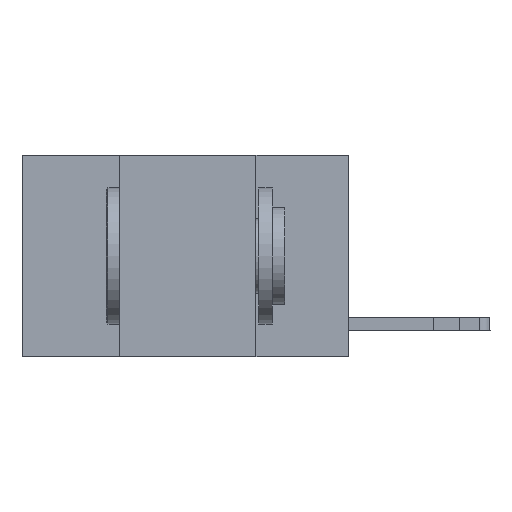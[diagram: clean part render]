
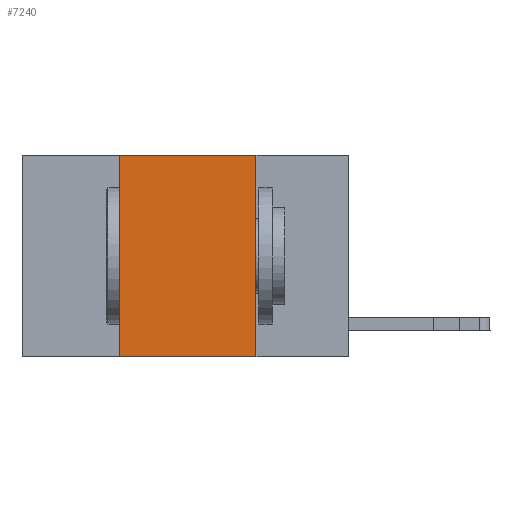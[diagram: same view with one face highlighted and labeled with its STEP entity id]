
A CAD part, left-side view. The second image highlights one B-rep face of the part: STEP entity #7240.
In plain terms, the highlighted planar face has unit normal (-1, 0, 0).
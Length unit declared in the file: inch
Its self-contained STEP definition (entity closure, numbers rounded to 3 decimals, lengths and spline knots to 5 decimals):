
#1068 = EDGE_LOOP ( 'NONE', ( #10260, #3217, #3041, #15019 ) ) ;
#1646 = LINE ( 'NONE', #12965, #11026 ) ;
#3041 = ORIENTED_EDGE ( 'NONE', *, *, #9899, .F. ) ;
#3217 = ORIENTED_EDGE ( 'NONE', *, *, #3874, .F. ) ;
#3874 = EDGE_CURVE ( 'NONE', #5850, #4225, #12608, .T. ) ;
#4225 = VERTEX_POINT ( 'NONE', #6698 ) ;
#4998 = VERTEX_POINT ( 'NONE', #9969 ) ;
#5141 = DIRECTION ( 'NONE',  ( 0., 0., 1. ) ) ;
#5254 = CARTESIAN_POINT ( 'NONE',  ( 0., 0.17, 0. ) ) ;
#5753 = AXIS2_PLACEMENT_3D ( 'NONE', #9558, #15215, #13688 ) ;
#5850 = VERTEX_POINT ( 'NONE', #17820 ) ;
#5914 = VECTOR ( 'NONE', #13069, 39.37008 ) ;
#6010 = EDGE_CURVE ( 'NONE', #8227, #4998, #15468, .T. ) ;
#6698 = CARTESIAN_POINT ( 'NONE',  ( 0., 0.17, 0. ) ) ;
#7240 = ADVANCED_FACE ( 'NONE', ( #25247 ), #22965, .F. ) ;
#8227 = VERTEX_POINT ( 'NONE', #17301 ) ;
#8400 = VECTOR ( 'NONE', #17471, 39.37008 ) ;
#9201 = LINE ( 'NONE', #5254, #5914 ) ;
#9558 = CARTESIAN_POINT ( 'NONE',  ( 0., 0.6, 0. ) ) ;
#9899 = EDGE_CURVE ( 'NONE', #8227, #5850, #1646, .T. ) ;
#9969 = CARTESIAN_POINT ( 'NONE',  ( 0., 0.17, -0.37 ) ) ;
#10260 = ORIENTED_EDGE ( 'NONE', *, *, #22273, .F. ) ;
#11026 = VECTOR ( 'NONE', #5141, 39.37008 ) ;
#12608 = LINE ( 'NONE', #22415, #8400 ) ;
#12965 = CARTESIAN_POINT ( 'NONE',  ( 0., 0.42, 0. ) ) ;
#13069 = DIRECTION ( 'NONE',  ( 0., 0., -1. ) ) ;
#13688 = DIRECTION ( 'NONE',  ( 0., 0., -1. ) ) ;
#15019 = ORIENTED_EDGE ( 'NONE', *, *, #6010, .T. ) ;
#15074 = VECTOR ( 'NONE', #23212, 39.37008 ) ;
#15215 = DIRECTION ( 'NONE',  ( 1., 0., 0. ) ) ;
#15468 = LINE ( 'NONE', #19043, #15074 ) ;
#17301 = CARTESIAN_POINT ( 'NONE',  ( 0., 0.42, -0.37 ) ) ;
#17471 = DIRECTION ( 'NONE',  ( 0., -1., 0. ) ) ;
#17820 = CARTESIAN_POINT ( 'NONE',  ( 0., 0.42, 0. ) ) ;
#19043 = CARTESIAN_POINT ( 'NONE',  ( 0., 0.6, -0.37 ) ) ;
#22273 = EDGE_CURVE ( 'NONE', #4225, #4998, #9201, .T. ) ;
#22415 = CARTESIAN_POINT ( 'NONE',  ( 0., 0.6, 0. ) ) ;
#22965 = PLANE ( 'NONE',  #5753 ) ;
#23212 = DIRECTION ( 'NONE',  ( 0., -1., 0. ) ) ;
#25247 = FACE_OUTER_BOUND ( 'NONE', #1068, .T. ) ;
